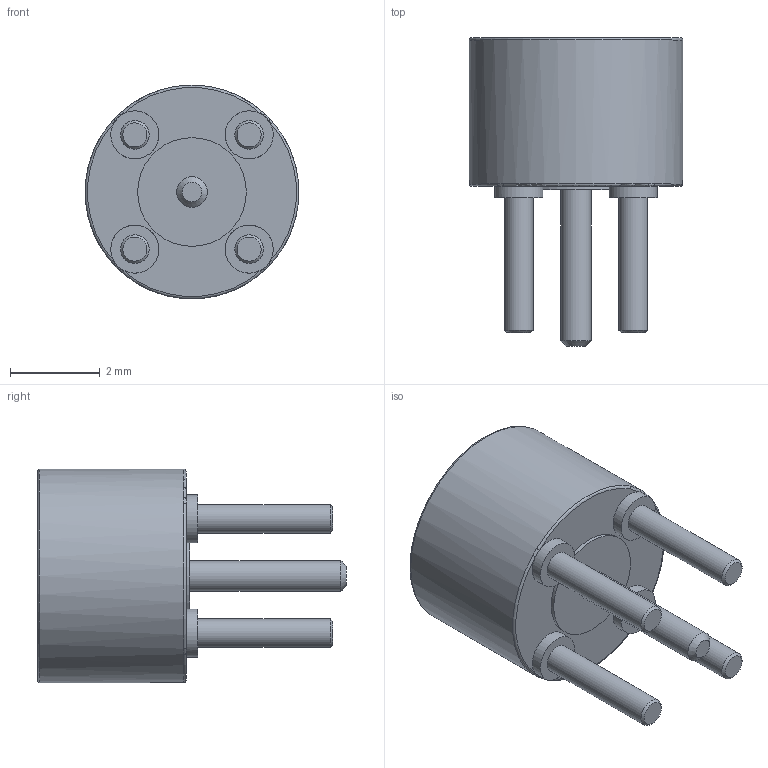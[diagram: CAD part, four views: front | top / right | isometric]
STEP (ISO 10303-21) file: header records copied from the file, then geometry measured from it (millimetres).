
FILE_DESCRIPTION (( 'STEP AP203' ), '1' );
FILE_NAME ('PE44957_3D.step', '2021-10-26T16:49:32', ( '' ), ( '' ), 'SwSTEP 2.0', 'SolidWorks 2021', '' );
FILE_SCHEMA (( 'CONFIG_CONTROL_DESIGN' ));
Length unit declared in the file: inch
Products named in the file (1): PE44957_3D
Bounding box: 4.75 x 6.86 x 4.75 mm (x, y, z)
Volume: 38.7 mm3; surface area: 148.1 mm2
Topology: 1 solids, 1 shells, 46 faces, 93 edges, 56 vertices
Faces by surface type: cylinder 15, plane 13, cone 8, torus 5, bspline 4, sphere 1
Full cylindrical faces by diameter (mm): 0.381 x1, 0.635 x4, 0.686 x1, 1.067 x4, 2.413 x1, 3.235 x1, 3.401 x1, 3.81 x1, 4.75 x1
Entity records: 1135 total; most frequent: CARTESIAN_POINT 223, DIRECTION 198, ORIENTED_EDGE 120, AXIS2_PLACEMENT_3D 99, EDGE_LOOP 78, FACE_OUTER_BOUND 62, EDGE_CURVE 60, CIRCLE 56
